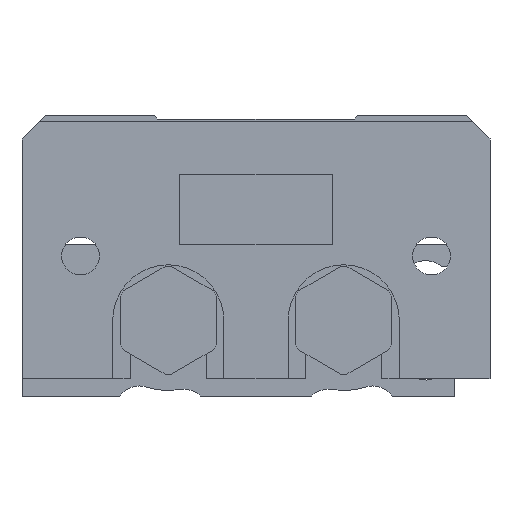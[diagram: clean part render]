
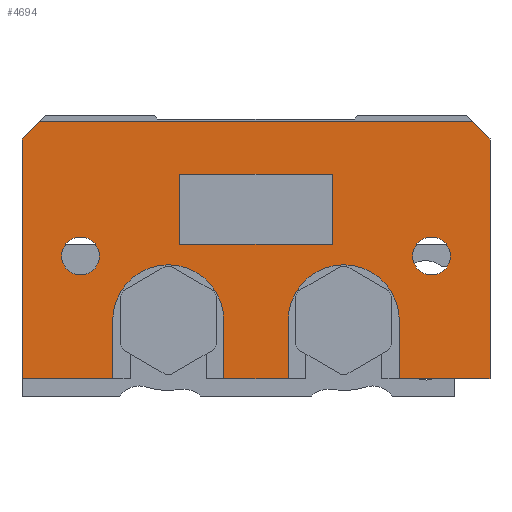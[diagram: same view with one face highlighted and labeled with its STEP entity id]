
A CAD part, front view. The second image highlights one B-rep face of the part: STEP entity #4694.
In plain terms, the highlighted planar face has unit normal (0, -1, 0).
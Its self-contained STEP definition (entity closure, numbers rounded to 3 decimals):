
#289=LINE('',#6811,#639);
#293=LINE('',#6820,#643);
#297=LINE('',#6832,#647);
#302=LINE('',#6841,#652);
#305=LINE('',#6847,#655);
#308=LINE('',#6853,#658);
#311=LINE('',#6859,#661);
#314=LINE('',#6865,#664);
#319=LINE('',#6875,#669);
#322=LINE('',#6881,#672);
#326=LINE('',#6893,#676);
#330=LINE('',#6901,#680);
#335=LINE('',#6911,#685);
#339=LINE('',#6919,#689);
#342=LINE('',#6925,#692);
#344=LINE('',#6928,#694);
#639=VECTOR('',#5735,1000.);
#643=VECTOR('',#5741,1000.);
#647=VECTOR('',#5753,1000.);
#652=VECTOR('',#5760,1000.);
#655=VECTOR('',#5765,1000.);
#658=VECTOR('',#5770,1000.);
#661=VECTOR('',#5775,1000.);
#664=VECTOR('',#5780,1000.);
#669=VECTOR('',#5787,1000.);
#672=VECTOR('',#5792,1000.);
#676=VECTOR('',#5804,1000.);
#680=VECTOR('',#5810,1000.);
#685=VECTOR('',#5817,1000.);
#689=VECTOR('',#5823,1000.);
#692=VECTOR('',#5828,1000.);
#694=VECTOR('',#5832,1000.);
#1399=ORIENTED_EDGE('',*,*,#2115,.T.);
#1400=ORIENTED_EDGE('',*,*,#2116,.T.);
#1401=ORIENTED_EDGE('',*,*,#2105,.T.);
#1402=ORIENTED_EDGE('',*,*,#2109,.T.);
#1403=ORIENTED_EDGE('',*,*,#2112,.T.);
#1404=ORIENTED_EDGE('',*,*,#2114,.T.);
#1405=ORIENTED_EDGE('',*,*,#2065,.T.);
#1406=ORIENTED_EDGE('',*,*,#2070,.T.);
#1407=ORIENTED_EDGE('',*,*,#2073,.T.);
#1408=ORIENTED_EDGE('',*,*,#2076,.T.);
#1409=ORIENTED_EDGE('',*,*,#2079,.T.);
#1410=ORIENTED_EDGE('',*,*,#2082,.T.);
#1411=ORIENTED_EDGE('',*,*,#2087,.T.);
#1412=ORIENTED_EDGE('',*,*,#2090,.T.);
#1413=ORIENTED_EDGE('',*,*,#2093,.T.);
#1414=ORIENTED_EDGE('',*,*,#2096,.T.);
#1415=ORIENTED_EDGE('',*,*,#2100,.T.);
#1416=ORIENTED_EDGE('',*,*,#2055,.T.);
#1417=ORIENTED_EDGE('',*,*,#2062,.T.);
#1418=ORIENTED_EDGE('',*,*,#2059,.T.);
#2055=EDGE_CURVE('',#2484,#2483,#289,.T.);
#2059=EDGE_CURVE('',#2488,#2487,#293,.T.);
#2062=EDGE_CURVE('',#2483,#2488,#2720,.T.);
#2065=EDGE_CURVE('',#2487,#2491,#297,.T.);
#2070=EDGE_CURVE('',#2491,#2494,#302,.T.);
#2073=EDGE_CURVE('',#2494,#2496,#305,.T.);
#2076=EDGE_CURVE('',#2496,#2498,#308,.T.);
#2079=EDGE_CURVE('',#2498,#2500,#311,.T.);
#2082=EDGE_CURVE('',#2500,#2502,#314,.T.);
#2087=EDGE_CURVE('',#2502,#2506,#319,.T.);
#2090=EDGE_CURVE('',#2506,#2508,#322,.T.);
#2093=EDGE_CURVE('',#2508,#2510,#2722,.T.);
#2096=EDGE_CURVE('',#2510,#2512,#326,.T.);
#2100=EDGE_CURVE('',#2512,#2484,#330,.T.);
#2105=EDGE_CURVE('',#2520,#2519,#335,.T.);
#2109=EDGE_CURVE('',#2519,#2522,#339,.T.);
#2112=EDGE_CURVE('',#2522,#2524,#342,.T.);
#2114=EDGE_CURVE('',#2524,#2520,#344,.T.);
#2115=EDGE_CURVE('',#2525,#2525,#2723,.T.);
#2116=EDGE_CURVE('',#2526,#2526,#2724,.T.);
#2483=VERTEX_POINT('',#6810);
#2484=VERTEX_POINT('',#6812);
#2487=VERTEX_POINT('',#6819);
#2488=VERTEX_POINT('',#6821);
#2491=VERTEX_POINT('',#6831);
#2494=VERTEX_POINT('',#6840);
#2496=VERTEX_POINT('',#6846);
#2498=VERTEX_POINT('',#6852);
#2500=VERTEX_POINT('',#6858);
#2502=VERTEX_POINT('',#6864);
#2506=VERTEX_POINT('',#6874);
#2508=VERTEX_POINT('',#6880);
#2510=VERTEX_POINT('',#6886);
#2512=VERTEX_POINT('',#6892);
#2519=VERTEX_POINT('',#6910);
#2520=VERTEX_POINT('',#6912);
#2522=VERTEX_POINT('',#6918);
#2524=VERTEX_POINT('',#6924);
#2525=VERTEX_POINT('',#6931);
#2526=VERTEX_POINT('',#6933);
#2720=CIRCLE('',#4990,4.75);
#2722=CIRCLE('',#5001,4.75);
#2723=CIRCLE('',#5009,1.621);
#2724=CIRCLE('',#5010,1.621);
#2993=EDGE_LOOP('',(#1399));
#2994=EDGE_LOOP('',(#1400));
#2995=EDGE_LOOP('',(#1401,#1402,#1403,#1404));
#2996=EDGE_LOOP('',(#1405,#1406,#1407,#1408,#1409,#1410,#1411,#1412,#1413,
#1414,#1415,#1416,#1417,#1418));
#3295=FACE_BOUND('',#2993,.T.);
#3296=FACE_BOUND('',#2994,.T.);
#3297=FACE_BOUND('',#2995,.T.);
#3298=FACE_BOUND('',#2996,.T.);
#3494=PLANE('',#5008);
#4694=ADVANCED_FACE('',(#3295,#3296,#3297,#3298),#3494,.F.);
#4990=AXIS2_PLACEMENT_3D('',#6825,#5747,#5748);
#5001=AXIS2_PLACEMENT_3D('',#6887,#5798,#5799);
#5008=AXIS2_PLACEMENT_3D('',#6929,#5833,#5834);
#5009=AXIS2_PLACEMENT_3D('',#6930,#5835,#5836);
#5010=AXIS2_PLACEMENT_3D('',#6932,#5837,#5838);
#5735=DIRECTION('',(0.,0.,1.));
#5741=DIRECTION('',(0.,0.,-1.));
#5747=DIRECTION('',(0.,1.,0.));
#5748=DIRECTION('',(-1.,0.,0.));
#5753=DIRECTION('',(1.,0.,0.));
#5760=DIRECTION('',(0.,0.,1.));
#5765=DIRECTION('',(-0.707,0.,0.707));
#5770=DIRECTION('',(-1.,0.,0.));
#5775=DIRECTION('',(-0.707,0.,-0.707));
#5780=DIRECTION('',(0.,0.,-1.));
#5787=DIRECTION('',(1.,0.,0.));
#5792=DIRECTION('',(0.,0.,1.));
#5798=DIRECTION('',(0.,1.,0.));
#5799=DIRECTION('',(-1.,0.,0.));
#5804=DIRECTION('',(0.,0.,-1.));
#5810=DIRECTION('',(1.,0.,0.));
#5817=DIRECTION('',(0.,0.,1.));
#5823=DIRECTION('',(1.,0.,0.));
#5828=DIRECTION('',(0.,0.,-1.));
#5832=DIRECTION('',(-1.,0.,0.));
#5833=DIRECTION('',(0.,1.,0.));
#5834=DIRECTION('',(0.,0.,1.));
#5835=DIRECTION('',(0.,1.,0.));
#5836=DIRECTION('',(0.,0.,-1.));
#5837=DIRECTION('',(0.,1.,0.));
#5838=DIRECTION('',(0.,0.,-1.));
#6810=CARTESIAN_POINT('',(22.75,-6.,6.5));
#6811=CARTESIAN_POINT('',(22.75,-6.,1.5));
#6812=CARTESIAN_POINT('',(22.75,-6.,1.5));
#6819=CARTESIAN_POINT('',(32.25,-6.,1.5));
#6820=CARTESIAN_POINT('',(32.25,-6.,6.5));
#6821=CARTESIAN_POINT('',(32.25,-6.,6.5));
#6825=CARTESIAN_POINT('',(27.5,-6.,6.5));
#6831=CARTESIAN_POINT('',(40.,-6.,1.5));
#6832=CARTESIAN_POINT('',(32.25,-6.,1.5));
#6840=CARTESIAN_POINT('',(40.,-6.,22.));
#6841=CARTESIAN_POINT('',(40.,-6.,1.5));
#6846=CARTESIAN_POINT('',(38.5,-6.,23.5));
#6847=CARTESIAN_POINT('',(40.,-6.,22.));
#6852=CARTESIAN_POINT('',(1.5,-6.,23.5));
#6853=CARTESIAN_POINT('',(38.5,-6.,23.5));
#6858=CARTESIAN_POINT('',(0.,-6.,22.));
#6859=CARTESIAN_POINT('',(1.5,-6.,23.5));
#6864=CARTESIAN_POINT('',(0.,-6.,1.5));
#6865=CARTESIAN_POINT('',(0.,-6.,22.));
#6874=CARTESIAN_POINT('',(7.75,-6.,1.5));
#6875=CARTESIAN_POINT('',(0.,-6.,1.5));
#6880=CARTESIAN_POINT('',(7.75,-6.,6.5));
#6881=CARTESIAN_POINT('',(7.75,-6.,1.5));
#6886=CARTESIAN_POINT('',(17.25,-6.,6.5));
#6887=CARTESIAN_POINT('',(12.5,-6.,6.5));
#6892=CARTESIAN_POINT('',(17.25,-6.,1.5));
#6893=CARTESIAN_POINT('',(17.25,-6.,6.5));
#6901=CARTESIAN_POINT('',(17.25,-6.,1.5));
#6910=CARTESIAN_POINT('',(13.5,-6.,19.));
#6911=CARTESIAN_POINT('',(13.5,-6.,13.));
#6912=CARTESIAN_POINT('',(13.5,-6.,13.));
#6918=CARTESIAN_POINT('',(26.5,-6.,19.));
#6919=CARTESIAN_POINT('',(13.5,-6.,19.));
#6924=CARTESIAN_POINT('',(26.5,-6.,13.));
#6925=CARTESIAN_POINT('',(26.5,-6.,19.));
#6928=CARTESIAN_POINT('',(13.5,-6.,13.));
#6929=CARTESIAN_POINT('',(12.5,-6.,6.5));
#6930=CARTESIAN_POINT('',(5.,-6.,12.));
#6931=CARTESIAN_POINT('',(5.,-6.,10.379));
#6932=CARTESIAN_POINT('',(35.,-6.,12.));
#6933=CARTESIAN_POINT('',(35.,-6.,10.379));
